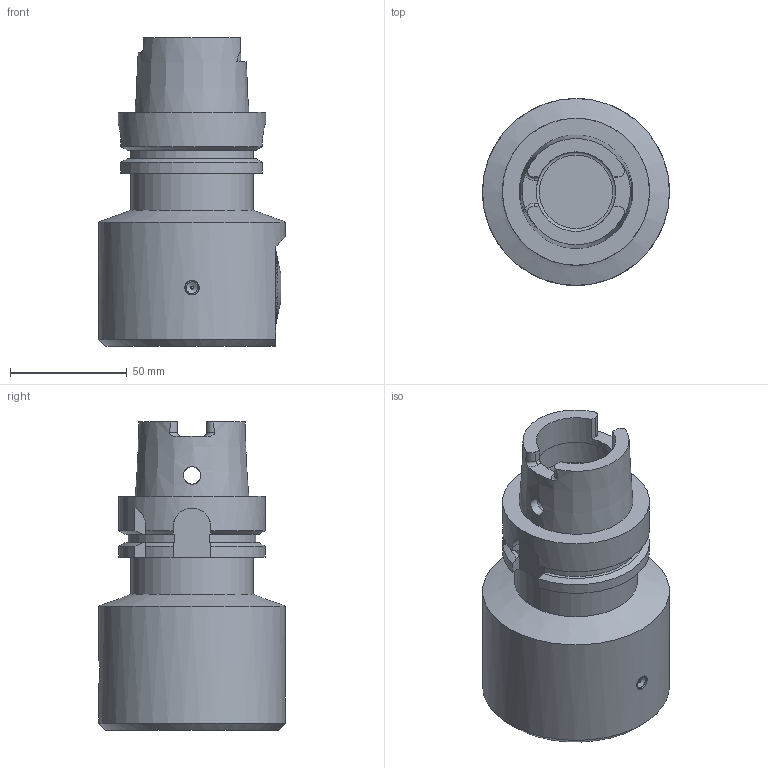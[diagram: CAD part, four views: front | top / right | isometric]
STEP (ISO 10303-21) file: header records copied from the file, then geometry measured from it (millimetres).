
FILE_DESCRIPTION(/* description */ (''),/* implementation_level */ '2;1');
FILE_NAME(/* name */ '1553684182833.stp',/* time_stamp */ '2019-03-27T11:56:38+01:00',/* author */ (''),/* organization */ ('SMS'),/* preprocessor_version */ 'ST-DEVELOPER v15',/* originating_system */ 'SIEMENS PLM Software NX 8.5',/* authorisation */ '');
FILE_SCHEMA (('AUTOMOTIVE_DESIGN { 1 0 10303 214 3 1 1 1 }'));
Length unit declared in the file: millimetre
Products named in the file (1): 111155392mod000_01
Bounding box: 80 x 80 x 131.9 mm (x, y, z)
Surface area: 43422.2 mm2 (no closed solid volume)
Topology: 0 solids, 1 shells, 308 faces, 890 edges, 594 vertices
Faces by surface type: plane 256, cylinder 30, cone 16, torus 5, sphere 1
Full cylindrical faces by diameter (mm): 6 x2, 6.25 x1, 7.5 x2, 8.782 x1, 11.5 x1, 12 x1, 34.05 x2, 40.08 x1, 52.5 x1, 62.94 x1, 80 x1
Entity records: 10412 total; most frequent: CARTESIAN_POINT 2731, ORIENTED_EDGE 1684, DIRECTION 1407, EDGE_CURVE 842, VERTEX_POINT 571, LINE 527, VECTOR 527, AXIS2_PLACEMENT_3D 440
